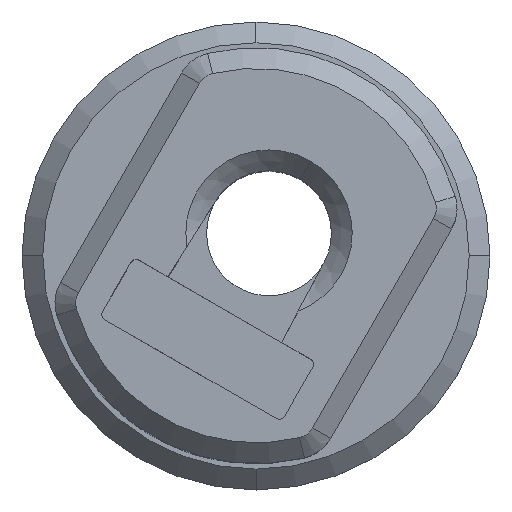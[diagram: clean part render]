
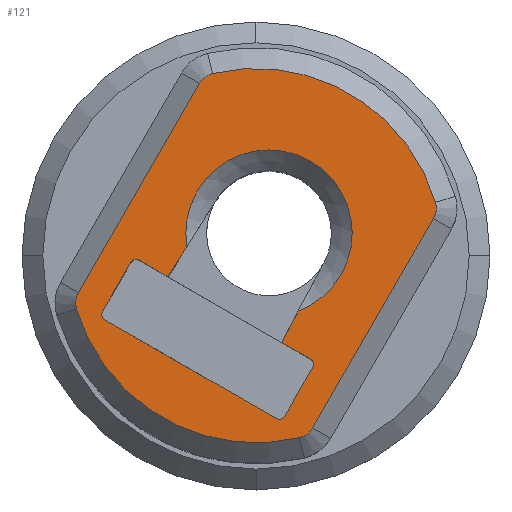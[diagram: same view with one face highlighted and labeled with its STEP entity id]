
A CAD part, top view. The second image highlights one B-rep face of the part: STEP entity #121.
In plain terms, the highlighted planar face has unit normal (0, 0, 1).
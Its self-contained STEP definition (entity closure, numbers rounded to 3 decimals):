
#121=ADVANCED_FACE('',(#277,#278),#279,.F.);
#277=FACE_OUTER_BOUND('',#465,.T.);
#278=FACE_BOUND('',#466,.T.);
#279=PLANE('',#467);
#465=EDGE_LOOP('',(#754,#755,#756,#757,#758,#759,#760,#761));
#466=EDGE_LOOP('',(#762,#763,#764,#765,#766,#767,#768,#769,#770,#771,#772,#773,#774));
#467=AXIS2_PLACEMENT_3D('',#775,#776,#777);
#754=ORIENTED_EDGE('',*,*,#1197,.F.);
#755=ORIENTED_EDGE('',*,*,#1193,.T.);
#756=ORIENTED_EDGE('',*,*,#1199,.F.);
#757=ORIENTED_EDGE('',*,*,#1200,.T.);
#758=ORIENTED_EDGE('',*,*,#1201,.F.);
#759=ORIENTED_EDGE('',*,*,#1202,.T.);
#760=ORIENTED_EDGE('',*,*,#1203,.F.);
#761=ORIENTED_EDGE('',*,*,#1204,.T.);
#762=ORIENTED_EDGE('',*,*,#1205,.F.);
#763=ORIENTED_EDGE('',*,*,#1206,.T.);
#764=ORIENTED_EDGE('',*,*,#1128,.T.);
#765=ORIENTED_EDGE('',*,*,#1207,.F.);
#766=ORIENTED_EDGE('',*,*,#1208,.F.);
#767=ORIENTED_EDGE('',*,*,#1209,.T.);
#768=ORIENTED_EDGE('',*,*,#1210,.F.);
#769=ORIENTED_EDGE('',*,*,#1211,.T.);
#770=ORIENTED_EDGE('',*,*,#1212,.F.);
#771=ORIENTED_EDGE('',*,*,#1213,.T.);
#772=ORIENTED_EDGE('',*,*,#1214,.F.);
#773=ORIENTED_EDGE('',*,*,#1215,.T.);
#774=ORIENTED_EDGE('',*,*,#1216,.F.);
#775=CARTESIAN_POINT('',(-9.534,9.878,11.0));
#776=DIRECTION('',(0.,0.,-1.0));
#777=DIRECTION('',(0.,1.0,0.));
#1128=EDGE_CURVE('',#1336,#1342,#1344,.T.);
#1193=EDGE_CURVE('',#1442,#1440,#1443,.T.);
#1197=EDGE_CURVE('',#1442,#1446,#1448,.T.);
#1199=EDGE_CURVE('',#1450,#1440,#1451,.T.);
#1200=EDGE_CURVE('',#1450,#1452,#1453,.T.);
#1201=EDGE_CURVE('',#1454,#1452,#1455,.T.);
#1202=EDGE_CURVE('',#1454,#1456,#1457,.T.);
#1203=EDGE_CURVE('',#1458,#1456,#1459,.T.);
#1204=EDGE_CURVE('',#1458,#1446,#1460,.T.);
#1205=EDGE_CURVE('',#1461,#1462,#1463,.T.);
#1206=EDGE_CURVE('',#1461,#1336,#1464,.T.);
#1207=EDGE_CURVE('',#1465,#1342,#1466,.T.);
#1208=EDGE_CURVE('',#1467,#1465,#1468,.T.);
#1209=EDGE_CURVE('',#1467,#1469,#1470,.T.);
#1210=EDGE_CURVE('',#1471,#1469,#1472,.T.);
#1211=EDGE_CURVE('',#1471,#1473,#1474,.T.);
#1212=EDGE_CURVE('',#1475,#1473,#1476,.T.);
#1213=EDGE_CURVE('',#1475,#1477,#1478,.T.);
#1214=EDGE_CURVE('',#1479,#1477,#1480,.T.);
#1215=EDGE_CURVE('',#1479,#1481,#1482,.T.);
#1216=EDGE_CURVE('',#1462,#1481,#1483,.T.);
#1336=VERTEX_POINT('',#1645);
#1342=VERTEX_POINT('',#1652);
#1344=CIRCLE('',#1662,4.0);
#1440=VERTEX_POINT('',#1818);
#1442=VERTEX_POINT('',#1821);
#1443=CIRCLE('',#1822,1.0);
#1446=VERTEX_POINT('',#1826);
#1448=LINE('',#1829,#1830);
#1450=VERTEX_POINT('',#1832);
#1451=CIRCLE('',#1833,9.0);
#1452=VERTEX_POINT('',#1834);
#1453=CIRCLE('',#1835,1.);
#1454=VERTEX_POINT('',#1836);
#1455=LINE('',#1837,#1838);
#1456=VERTEX_POINT('',#1839);
#1457=CIRCLE('',#1840,1.0);
#1458=VERTEX_POINT('',#1841);
#1459=CIRCLE('',#1842,9.0);
#1460=CIRCLE('',#1843,1.0);
#1461=VERTEX_POINT('',#1844);
#1462=VERTEX_POINT('',#1845);
#1463=LINE('',#1846,#1847);
#1464=CIRCLE('',#1848,4.0);
#1465=VERTEX_POINT('',#1849);
#1466=LINE('',#1850,#1851);
#1467=VERTEX_POINT('',#1852);
#1468=LINE('',#1853,#1854);
#1469=VERTEX_POINT('',#1855);
#1470=CIRCLE('',#1856,0.3);
#1471=VERTEX_POINT('',#1857);
#1472=LINE('',#1858,#1859);
#1473=VERTEX_POINT('',#1860);
#1474=CIRCLE('',#1861,0.3);
#1475=VERTEX_POINT('',#1862);
#1476=LINE('',#1863,#1864);
#1477=VERTEX_POINT('',#1865);
#1478=CIRCLE('',#1866,0.3);
#1479=VERTEX_POINT('',#1867);
#1480=LINE('',#1868,#1869);
#1481=VERTEX_POINT('',#1870);
#1482=CIRCLE('',#1871,0.3);
#1483=LINE('',#1872,#1873);
#1645=CARTESIAN_POINT('',(2.625,4.547,11.0));
#1652=CARTESIAN_POINT('',(2.032,-2.662,11.0));
#1662=AXIS2_PLACEMENT_3D('',#2109,#2110,#2111);
#1818=CARTESIAN_POINT('',(-8.626,-2.566,11.0));
#1821=CARTESIAN_POINT('',(-8.534,-1.781,11.0));
#1822=AXIS2_PLACEMENT_3D('',#2201,#2202,#2203);
#1826=CARTESIAN_POINT('',(-2.724,8.281,11.0));
#1829=CARTESIAN_POINT('',(-8.534,-1.781,11.0));
#1830=VECTOR('',#2206,11.619);
#1832=CARTESIAN_POINT('',(2.091,-8.754,11.0));
#1833=AXIS2_PLACEMENT_3D('',#2207,#2208,#2209);
#1834=CARTESIAN_POINT('',(2.724,-8.281,11.0));
#1835=AXIS2_PLACEMENT_3D('',#2210,#2211,#2212);
#1836=CARTESIAN_POINT('',(8.534,1.781,11.0));
#1837=CARTESIAN_POINT('',(8.534,1.781,11.0));
#1838=VECTOR('',#2213,11.619);
#1839=CARTESIAN_POINT('',(8.626,2.566,11.0));
#1840=AXIS2_PLACEMENT_3D('',#2214,#2215,#2216);
#1841=CARTESIAN_POINT('',(-2.091,8.754,11.0));
#1842=AXIS2_PLACEMENT_3D('',#2217,#2218,#2219);
#1843=AXIS2_PLACEMENT_3D('',#2220,#2221,#2222);
#1844=CARTESIAN_POINT('',(-3.321,0.428,11.0));
#1845=CARTESIAN_POINT('',(-4.228,-1.023,11.0));
#1846=CARTESIAN_POINT('',(-3.321,0.428,11.0));
#1847=VECTOR('',#2223,1.711);
#1848=AXIS2_PLACEMENT_3D('',#2224,#2225,#2226);
#1849=CARTESIAN_POINT('',(1.228,-4.173,11.0));
#1850=CARTESIAN_POINT('',(1.228,-4.173,11.0));
#1851=VECTOR('',#2227,1.711);
#1852=CARTESIAN_POINT('',(2.614,-4.973,11.0));
#1853=CARTESIAN_POINT('',(2.614,-4.973,11.0));
#1854=VECTOR('',#2228,1.6);
#1855=CARTESIAN_POINT('',(2.723,-5.383,11.0));
#1856=AXIS2_PLACEMENT_3D('',#2229,#2230,#2231);
#1857=CARTESIAN_POINT('',(1.373,-7.721,11.0));
#1858=CARTESIAN_POINT('',(1.373,-7.721,11.0));
#1859=VECTOR('',#2232,2.7);
#1860=CARTESIAN_POINT('',(0.964,-7.831,11.0));
#1861=AXIS2_PLACEMENT_3D('',#2233,#2234,#2235);
#1862=CARTESIAN_POINT('',(-7.264,-3.081,11.0));
#1863=CARTESIAN_POINT('',(-7.264,-3.081,11.0));
#1864=VECTOR('',#2236,9.5);
#1865=CARTESIAN_POINT('',(-7.373,-2.671,11.0));
#1866=AXIS2_PLACEMENT_3D('',#2237,#2238,#2239);
#1867=CARTESIAN_POINT('',(-6.023,-0.333,11.0));
#1868=CARTESIAN_POINT('',(-6.023,-0.333,11.0));
#1869=VECTOR('',#2240,2.7);
#1870=CARTESIAN_POINT('',(-5.614,-0.223,11.0));
#1871=AXIS2_PLACEMENT_3D('',#2241,#2242,#2243);
#1872=CARTESIAN_POINT('',(-4.228,-1.023,11.0));
#1873=VECTOR('',#2244,1.6);
#2109=CARTESIAN_POINT('',(0.625,1.083,11.0));
#2110=DIRECTION('',(0.,0.,-1.0));
#2111=DIRECTION('',(-0.987,-0.164,0.));
#2201=CARTESIAN_POINT('',(-7.668,-2.281,11.0));
#2202=DIRECTION('',(0.,0.,1.0));
#2203=DIRECTION('',(-0.866,0.5,0.));
#2206=DIRECTION('',(0.5,0.866,0.));
#2207=CARTESIAN_POINT('',(0.,0.,11.0));
#2208=DIRECTION('',(0.,0.,-1.0));
#2209=DIRECTION('',(0.232,-0.973,0.));
#2210=CARTESIAN_POINT('',(1.858,-7.781,11.0));
#2211=DIRECTION('',(0.,0.,1.0));
#2212=DIRECTION('',(0.232,-0.973,0.));
#2213=DIRECTION('',(-0.5,-0.866,0.));
#2214=CARTESIAN_POINT('',(7.668,2.281,11.0));
#2215=DIRECTION('',(0.,0.,1.0));
#2216=DIRECTION('',(0.866,-0.5,0.));
#2217=CARTESIAN_POINT('',(0.,0.,11.0));
#2218=DIRECTION('',(0.,0.,-1.0));
#2219=DIRECTION('',(-0.232,0.973,0.));
#2220=CARTESIAN_POINT('',(-1.858,7.781,11.0));
#2221=DIRECTION('',(0.,0.,1.0));
#2222=DIRECTION('',(-0.232,0.973,0.));
#2223=DIRECTION('',(-0.53,-0.848,0.));
#2224=CARTESIAN_POINT('',(0.625,1.083,11.0));
#2225=DIRECTION('',(0.,0.,-1.0));
#2226=DIRECTION('',(-0.987,-0.164,0.));
#2227=DIRECTION('',(0.47,0.883,0.));
#2228=DIRECTION('',(-0.866,0.5,0.));
#2229=CARTESIAN_POINT('',(2.464,-5.233,11.0));
#2230=DIRECTION('',(0.,0.,-1.0));
#2231=DIRECTION('',(0.5,0.866,0.));
#2232=DIRECTION('',(0.5,0.866,0.));
#2233=CARTESIAN_POINT('',(1.114,-7.571,11.0));
#2234=DIRECTION('',(0.,0.,-1.0));
#2235=DIRECTION('',(0.866,-0.5,0.));
#2236=DIRECTION('',(0.866,-0.5,0.));
#2237=CARTESIAN_POINT('',(-7.114,-2.821,11.0));
#2238=DIRECTION('',(0.,0.,-1.0));
#2239=DIRECTION('',(-0.5,-0.866,0.));
#2240=DIRECTION('',(-0.5,-0.866,0.));
#2241=CARTESIAN_POINT('',(-5.764,-0.483,11.0));
#2242=DIRECTION('',(0.,0.,-1.0));
#2243=DIRECTION('',(-0.866,0.5,0.));
#2244=DIRECTION('',(-0.866,0.5,0.));
